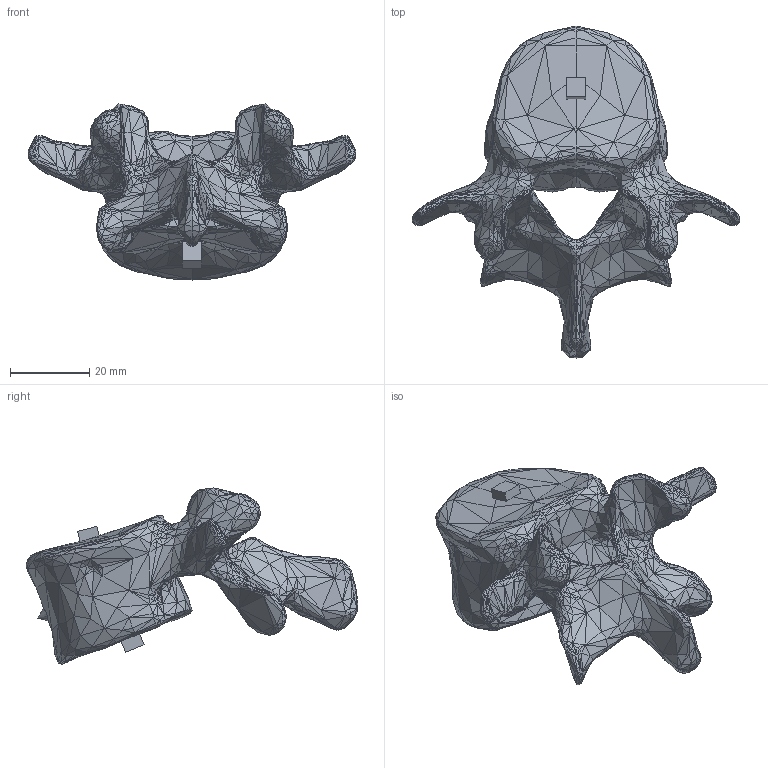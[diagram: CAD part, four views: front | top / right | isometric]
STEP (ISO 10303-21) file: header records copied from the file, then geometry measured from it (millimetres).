
FILE_DESCRIPTION(/* description */ (''),/* implementation_level */ '2;1');
FILE_NAME(/* name */ 'L4.step',/* time_stamp */ '2024-04-27T09:54:06-04:00',/* author */ (''),/* organization */ (''),/* preprocessor_version */ 'ST-DEVELOPER v20',/* originating_system */ 'Autodesk Translation Framework v12.20.1.177',/* authorisation */ '');
FILE_SCHEMA (('AUTOMOTIVE_DESIGN { 1 0 10303 214 3 1 1 }'));
Products named in the file (1): L4
Bounding box: 82.83 x 83.92 x 44.51 mm (x, y, z)
Volume: 45064 mm3; surface area: 12163.1 mm2
Topology: 1 solids, 1 shells, 3759 faces, 5739 edges, 1979 vertices
Faces by surface type: plane 3758, cone 1
Entity records: 74245 total; most frequent: DIRECTION 13266, CARTESIAN_POINT 11477, ORIENTED_EDGE 11476, EDGE_CURVE 5738, LINE 5730, VECTOR 5730, AXIS2_PLACEMENT_3D 3768, FACE_OUTER_BOUND 3759
